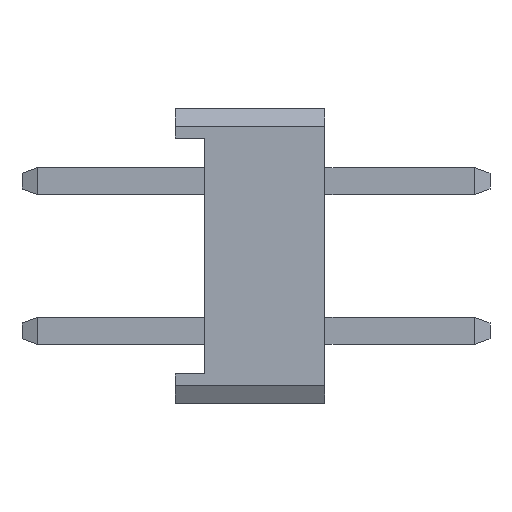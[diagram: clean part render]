
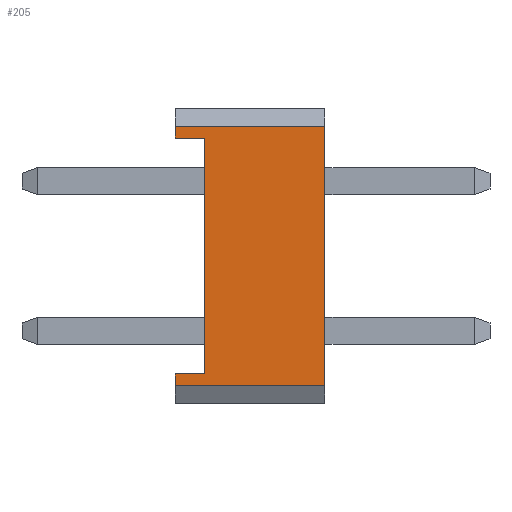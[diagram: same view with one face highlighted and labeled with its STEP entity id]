
A CAD part, left-side view. The second image highlights one B-rep face of the part: STEP entity #205.
In plain terms, the highlighted planar face has unit normal (-1, 0, 0).
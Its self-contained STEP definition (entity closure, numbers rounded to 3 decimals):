
#205=ADVANCED_FACE('',(#482),#483,.T.);
#482=FACE_OUTER_BOUND('',#762,.T.);
#483=PLANE('',#763);
#762=EDGE_LOOP('',(#1756,#1757,#1758,#1759,#1760,#1761,#1762,#1763));
#763=AXIS2_PLACEMENT_3D('',#1764,#1765,#1766);
#1756=ORIENTED_EDGE('',*,*,#2045,.T.);
#1757=ORIENTED_EDGE('',*,*,#2105,.F.);
#1758=ORIENTED_EDGE('',*,*,#2103,.T.);
#1759=ORIENTED_EDGE('',*,*,#2082,.T.);
#1760=ORIENTED_EDGE('',*,*,#2106,.F.);
#1761=ORIENTED_EDGE('',*,*,#2051,.F.);
#1762=ORIENTED_EDGE('',*,*,#2038,.T.);
#1763=ORIENTED_EDGE('',*,*,#2042,.T.);
#1764=CARTESIAN_POINT('',(-1.905,0.,-2.2));
#1765=DIRECTION('',(-1.0,0.0,0.0));
#1766=DIRECTION('',(0.0,0.,-1.0));
#2038=EDGE_CURVE('',#2497,#2495,#2498,.T.);
#2042=EDGE_CURVE('',#2495,#2502,#2504,.T.);
#2045=EDGE_CURVE('',#2502,#2507,#2509,.T.);
#2051=EDGE_CURVE('',#2497,#2519,#2520,.T.);
#2082=EDGE_CURVE('',#2574,#2572,#2575,.T.);
#2103=EDGE_CURVE('',#2606,#2574,#2607,.T.);
#2105=EDGE_CURVE('',#2606,#2507,#2609,.T.);
#2106=EDGE_CURVE('',#2519,#2572,#2610,.T.);
#2495=VERTEX_POINT('',#3240);
#2497=VERTEX_POINT('',#3243);
#2498=LINE('',#3244,#3245);
#2502=VERTEX_POINT('',#3251);
#2504=LINE('',#3254,#3255);
#2507=VERTEX_POINT('',#3259);
#2509=LINE('',#3262,#3263);
#2519=VERTEX_POINT('',#3278);
#2520=LINE('',#3279,#3280);
#2572=VERTEX_POINT('',#3361);
#2574=VERTEX_POINT('',#3364);
#2575=LINE('',#3365,#3366);
#2606=VERTEX_POINT('',#3417);
#2607=LINE('',#3418,#3419);
#2609=LINE('',#3422,#3423);
#2610=LINE('',#3424,#3425);
#3240=CARTESIAN_POINT('',(-1.905,-0.5,2.0));
#3243=CARTESIAN_POINT('',(-1.905,0.,2.0));
#3244=CARTESIAN_POINT('',(-1.905,0.125,2.0));
#3245=VECTOR('',#3670,1.0);
#3251=CARTESIAN_POINT('',(-1.905,-0.5,-2.0));
#3254=CARTESIAN_POINT('',(-1.905,-0.5,-1.1));
#3255=VECTOR('',#3674,1.0);
#3259=CARTESIAN_POINT('',(-1.905,0.,-2.0));
#3262=CARTESIAN_POINT('',(-1.905,0.125,-2.0));
#3263=VECTOR('',#3677,1.0);
#3278=CARTESIAN_POINT('',(-1.905,0.,2.2));
#3279=CARTESIAN_POINT('',(-1.905,0.,-2.2));
#3280=VECTOR('',#3683,1.0);
#3361=CARTESIAN_POINT('',(-1.905,-2.54,2.2));
#3364=CARTESIAN_POINT('',(-1.905,-2.54,-2.2));
#3365=CARTESIAN_POINT('',(-1.905,-2.54,-2.2));
#3366=VECTOR('',#3714,1.0);
#3417=CARTESIAN_POINT('',(-1.905,0.,-2.2));
#3418=CARTESIAN_POINT('',(-1.905,0.,-2.2));
#3419=VECTOR('',#3735,1.0);
#3422=CARTESIAN_POINT('',(-1.905,0.,-2.2));
#3423=VECTOR('',#3737,1.0);
#3424=CARTESIAN_POINT('',(-1.905,0.,2.2));
#3425=VECTOR('',#3738,1.0);
#3670=DIRECTION('',(0.0,-1.0,0.));
#3674=DIRECTION('',(0.0,0.,-1.0));
#3677=DIRECTION('',(0.0,1.0,0.));
#3683=DIRECTION('',(0.0,0.,1.0));
#3714=DIRECTION('',(0.0,0.,1.0));
#3735=DIRECTION('',(0.0,-1.0,0.));
#3737=DIRECTION('',(0.0,0.,1.0));
#3738=DIRECTION('',(0.0,-1.0,0.));
